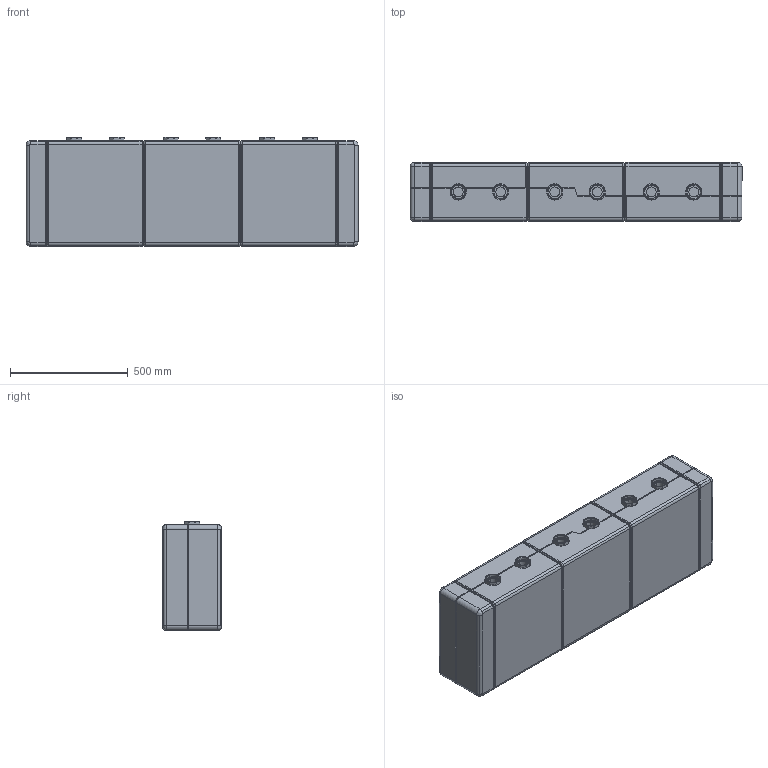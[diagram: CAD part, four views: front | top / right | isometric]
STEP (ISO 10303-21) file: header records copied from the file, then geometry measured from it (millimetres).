
FILE_DESCRIPTION (( 'STEP AP203' ), '1' );
FILE_NAME ('HKV50-3.STEP', '2022-12-05T16:35:51', ( '' ), ( '' ), 'SwSTEP 2.0', 'SolidWorks 2021', '' );
FILE_SCHEMA (( 'CONFIG_CONTROL_DESIGN' ));
Length unit declared in the file: millimetre
Products named in the file (1): HKV50-3
Bounding box: 1410 x 250 x 463 mm (x, y, z)
Volume: 131944581.3 mm3; surface area: 5766564.8 mm2
Topology: 19 solids, 19 shells, 1774 faces, 4412 edges, 2776 vertices
Faces by surface type: cylinder 760, plane 654, cone 268, torus 68, sphere 16, bspline 8
Entity records: 52709 total; most frequent: CARTESIAN_POINT 9815, DIRECTION 9526, ORIENTED_EDGE 8792, EDGE_CURVE 4396, AXIS2_PLACEMENT_3D 3743, VERTEX_POINT 2776, LINE 2040, VECTOR 2040
